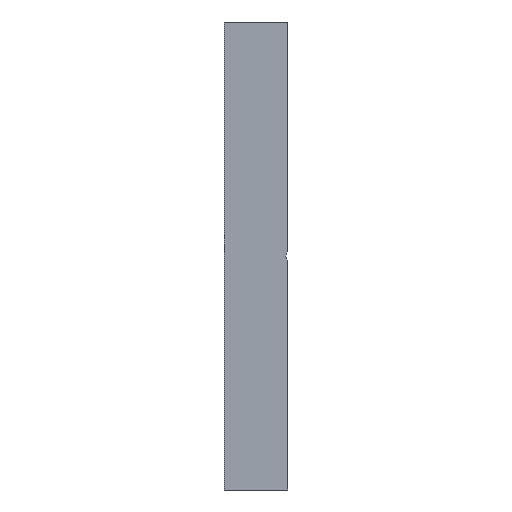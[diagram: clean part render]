
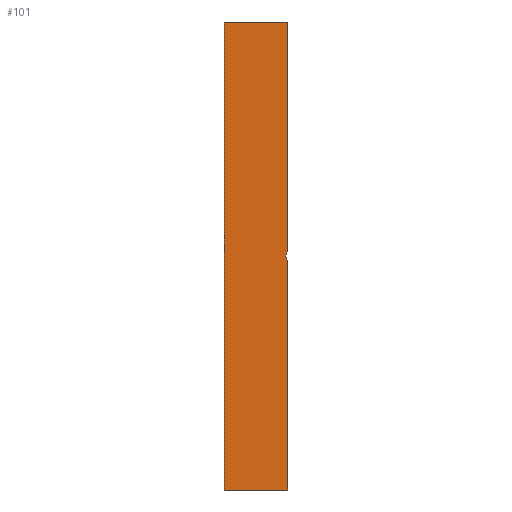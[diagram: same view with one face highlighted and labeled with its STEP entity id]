
A CAD part, front view. The second image highlights one B-rep face of the part: STEP entity #101.
In plain terms, the highlighted free-form (B-spline) face has degree [1, 1] with [2, 2] control points.
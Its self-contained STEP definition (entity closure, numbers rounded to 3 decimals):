
#44=CARTESIAN_POINT('',(-0.15,0.,23.099));
#45=CARTESIAN_POINT('',(3.15,0.,23.099));
#46=CARTESIAN_POINT('',(-0.15,0.,-1.099));
#47=CARTESIAN_POINT('',(3.15,0.,-1.099));
#48=B_SPLINE_SURFACE_WITH_KNOTS('',1,1,((#44,#46),(#45,#47)),.UNSPECIFIED.,.F.,.F.,.U.,(2,2),(2,2),(0.0,3.3),(0.0,24.198),.UNSPECIFIED.);
#49=CARTESIAN_POINT('',(3.0,0.0,0.0));
#50=VERTEX_POINT('',#49);
#51=CARTESIAN_POINT('',(0.0,0.0,0.0));
#52=VERTEX_POINT('',#51);
#53=CARTESIAN_POINT('',(3.0,0.0,0.0));
#54=CARTESIAN_POINT('',(0.0,0.0,0.0));
#55=QUASI_UNIFORM_CURVE('',1,(#53,#54),.UNSPECIFIED.,.F.,.U.);
#56=EDGE_CURVE('',#50,#52,#55,.T.);
#57=ORIENTED_EDGE('',*,*,#56,.F.);
#58=CARTESIAN_POINT('',(3.0,0.0,10.75));
#59=VERTEX_POINT('',#58);
#60=CARTESIAN_POINT('',(3.0,0.0,10.75));
#61=CARTESIAN_POINT('',(3.0,0.0,0.0));
#62=QUASI_UNIFORM_CURVE('',1,(#60,#61),.UNSPECIFIED.,.F.,.U.);
#63=EDGE_CURVE('',#59,#50,#62,.T.);
#64=ORIENTED_EDGE('',*,*,#63,.F.);
#65=CARTESIAN_POINT('',(3.0,0.0,11.25));
#66=VERTEX_POINT('',#65);
#67=CARTESIAN_POINT('',(3.,0.0,11.25));
#68=CARTESIAN_POINT('',(2.762,0.0,11.));
#69=CARTESIAN_POINT('',(3.0,0.0,10.75));
#77=(BOUNDED_CURVE()B_SPLINE_CURVE(2,(#67,#68,#69),.UNSPECIFIED.,.F.,.U.)CURVE()GEOMETRIC_REPRESENTATION_ITEM()QUASI_UNIFORM_CURVE()RATIONAL_B_SPLINE_CURVE((1.0,0.724,1.0))REPRESENTATION_ITEM(''));
#78=EDGE_CURVE('',#66,#59,#77,.T.);
#79=ORIENTED_EDGE('',*,*,#78,.F.);
#80=CARTESIAN_POINT('',(3.0,0.0,22.0));
#81=VERTEX_POINT('',#80);
#82=CARTESIAN_POINT('',(3.0,0.0,22.0));
#83=CARTESIAN_POINT('',(3.0,0.0,11.25));
#84=QUASI_UNIFORM_CURVE('',1,(#82,#83),.UNSPECIFIED.,.F.,.U.);
#85=EDGE_CURVE('',#81,#66,#84,.T.);
#86=ORIENTED_EDGE('',*,*,#85,.F.);
#87=CARTESIAN_POINT('',(0.0,0.0,22.0));
#88=VERTEX_POINT('',#87);
#89=CARTESIAN_POINT('',(0.0,0.0,22.0));
#90=CARTESIAN_POINT('',(3.0,0.0,22.0));
#91=QUASI_UNIFORM_CURVE('',1,(#89,#90),.UNSPECIFIED.,.F.,.U.);
#92=EDGE_CURVE('',#88,#81,#91,.T.);
#93=ORIENTED_EDGE('',*,*,#92,.F.);
#94=CARTESIAN_POINT('',(0.0,0.0,0.0));
#95=CARTESIAN_POINT('',(0.0,0.0,22.0));
#96=QUASI_UNIFORM_CURVE('',1,(#94,#95),.UNSPECIFIED.,.F.,.U.);
#97=EDGE_CURVE('',#52,#88,#96,.T.);
#98=ORIENTED_EDGE('',*,*,#97,.F.);
#99=EDGE_LOOP('',(#57,#64,#79,#86,#93,#98));
#100=FACE_OUTER_BOUND('',#99,.T.);
#101=ADVANCED_FACE('',(#100),#48,.F.);
